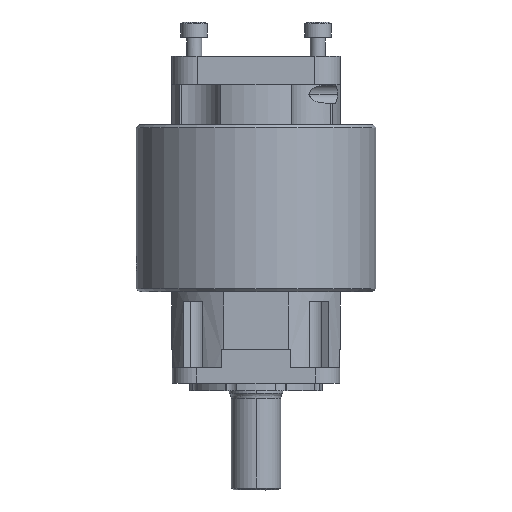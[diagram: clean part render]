
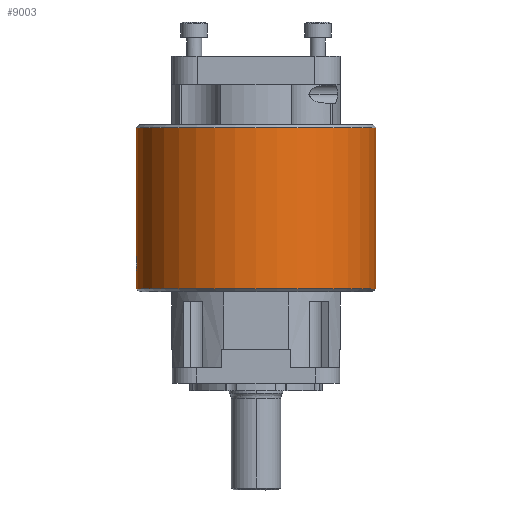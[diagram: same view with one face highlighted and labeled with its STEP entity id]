
A CAD part, front view. The second image highlights one B-rep face of the part: STEP entity #9003.
In plain terms, the highlighted cylindrical face has radius 31.5 mm (diameter 63 mm), a partial arc.
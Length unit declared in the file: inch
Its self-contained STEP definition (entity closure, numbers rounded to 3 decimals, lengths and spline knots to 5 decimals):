
#409 = EDGE_CURVE ( 'NONE', #22246, #9694, #7915, .T. ) ;
#1110 = VERTEX_POINT ( 'NONE', #16047 ) ;
#1122 = CARTESIAN_POINT ( 'NONE',  ( -1.24016, 0., 2.09626 ) ) ;
#1147 = CARTESIAN_POINT ( 'NONE',  ( -1.24016, 0., 1.34469 ) ) ;
#1179 = EDGE_CURVE ( 'NONE', #6169, #20730, #12785, .T. ) ;
#1560 = VERTEX_POINT ( 'NONE', #31130 ) ;
#2687 = CARTESIAN_POINT ( 'NONE',  ( 0., 0., 2.64726 ) ) ;
#2850 = DIRECTION ( 'NONE',  ( 0., 0., -1. ) ) ;
#3476 = CARTESIAN_POINT ( 'NONE',  ( -1.23649, -0.09526, 1.22069 ) ) ;
#3780 = CARTESIAN_POINT ( 'NONE',  ( -1.23872, -0.06003, 1.168 ) ) ;
#3895 = DIRECTION ( 'NONE',  ( 0., 0., -1. ) ) ;
#4125 = CARTESIAN_POINT ( 'NONE',  ( -1.23649, -0.09528, 1.27178 ) ) ;
#4147 = ORIENTED_EDGE ( 'NONE', *, *, #22385, .T. ) ;
#4253 = CARTESIAN_POINT ( 'NONE',  ( -1.237, -0.08847, 1.20264 ) ) ;
#4367 = VECTOR ( 'NONE', #30791, 39.37008 ) ;
#4401 = DIRECTION ( 'NONE',  ( 0., 0., -1. ) ) ;
#5878 = CARTESIAN_POINT ( 'NONE',  ( -1.2363, -0.09778, 1.23332 ) ) ;
#6157 = CARTESIAN_POINT ( 'NONE',  ( -1.24016, -0.00651, 1.34469 ) ) ;
#6169 = VERTEX_POINT ( 'NONE', #27444 ) ;
#6286 = DIRECTION ( 'NONE',  ( 0., 0., -1. ) ) ;
#6346 = CARTESIAN_POINT ( 'NONE',  ( -1.2394, -0.04362, 1.15779 ) ) ;
#6504 = CARTESIAN_POINT ( 'NONE',  ( -1.23977, -0.0317, 1.15286 ) ) ;
#6693 = CARTESIAN_POINT ( 'NONE',  ( -1.23722, -0.08543, 1.29557 ) ) ;
#6819 = CARTESIAN_POINT ( 'NONE',  ( -1.23794, -0.07419, 1.18126 ) ) ;
#7051 = CARTESIAN_POINT ( 'NONE',  ( -1.24016, 0., 1.34469 ) ) ;
#7612 = EDGE_CURVE ( 'NONE', #9250, #22246, #8530, .T. ) ;
#7915 = B_SPLINE_CURVE_WITH_KNOTS ( 'NONE', 3,
 ( #1147, #6157, #10982, #20835, #30660, #8557, #25815, #28627, #28782, #21708, #11680, #6693, #26514, #21371, #4125, #23787, #31191, #21546 ),
 .UNSPECIFIED., .F., .F.,
 ( 4, 2, 2, 2, 2, 2, 2, 2, 4 ),
 ( 0., 0.00049, 0.00098, 0.00147, 0.00196, 0.00244, 0.00293, 0.00342, 0.00391 ),
 .UNSPECIFIED. ) ;
#8152 = CARTESIAN_POINT ( 'NONE',  ( -1.23625, -0.09843, 1.24626 ) ) ;
#8283 = CARTESIAN_POINT ( 'NONE',  ( -1.23625, -0.09843, 1.24626 ) ) ;
#8530 = LINE ( 'NONE', #1122, #14829 ) ;
#8557 = CARTESIAN_POINT ( 'NONE',  ( -1.2394, -0.04367, 1.3347 ) ) ;
#8740 = DIRECTION ( 'NONE',  ( -1., 0., 0. ) ) ;
#8865 = LINE ( 'NONE', #13407, #19178 ) ;
#8892 = FACE_OUTER_BOUND ( 'NONE', #16152, .T. ) ;
#9003 = ADVANCED_FACE ( 'NONE', ( #8892 ), #16646, .T. ) ;
#9250 = VERTEX_POINT ( 'NONE', #25643 ) ;
#9658 = AXIS2_PLACEMENT_3D ( 'NONE', #2687, #2850, #19640 ) ;
#9694 = VERTEX_POINT ( 'NONE', #8152 ) ;
#10803 = ORIENTED_EDGE ( 'NONE', *, *, #409, .T. ) ;
#10982 = CARTESIAN_POINT ( 'NONE',  ( -1.24011, -0.01291, 1.34405 ) ) ;
#11424 = CARTESIAN_POINT ( 'NONE',  ( 1.24016, 0., 0.97626 ) ) ;
#11680 = CARTESIAN_POINT ( 'NONE',  ( -1.23769, -0.07823, 1.30633 ) ) ;
#11754 = B_SPLINE_CURVE_WITH_KNOTS ( 'NONE', 3,
 ( #8283, #18141, #5878, #3476, #23912, #4253, #29059, #16357, #6819, #31006, #3780, #14233, #6346, #6504, #13603, #23441, #16659, #16041 ),
 .UNSPECIFIED., .F., .F.,
 ( 4, 2, 2, 2, 2, 2, 2, 2, 4 ),
 ( 0.00391, 0.0044, 0.00489, 0.00538, 0.00586, 0.00635, 0.00684, 0.00733, 0.00782 ),
 .UNSPECIFIED. ) ;
#12785 = CIRCLE ( 'NONE', #27198, 1.24016 ) ;
#13407 = CARTESIAN_POINT ( 'NONE',  ( -1.24016, 0., 2.09626 ) ) ;
#13603 = CARTESIAN_POINT ( 'NONE',  ( -1.23991, -0.02556, 1.15099 ) ) ;
#14218 = CARTESIAN_POINT ( 'NONE',  ( 0., 0., 2.09626 ) ) ;
#14233 = CARTESIAN_POINT ( 'NONE',  ( -1.23919, -0.04937, 1.16087 ) ) ;
#14405 = DIRECTION ( 'NONE',  ( -1., 0., 0. ) ) ;
#14734 = DIRECTION ( 'NONE',  ( 0., 0., 1. ) ) ;
#14812 = CIRCLE ( 'NONE', #9658, 1.24016 ) ;
#14829 = VECTOR ( 'NONE', #6286, 39.37008 ) ;
#16041 = CARTESIAN_POINT ( 'NONE',  ( -1.24016, 0., 1.14783 ) ) ;
#16047 = CARTESIAN_POINT ( 'NONE',  ( -1.24016, 0., 1.14783 ) ) ;
#16152 = EDGE_LOOP ( 'NONE', ( #16532, #4147, #31698, #10803, #18262, #17448, #28611 ) ) ;
#16357 = CARTESIAN_POINT ( 'NONE',  ( -1.23769, -0.07826, 1.18623 ) ) ;
#16532 = ORIENTED_EDGE ( 'NONE', *, *, #16682, .F. ) ;
#16646 = CYLINDRICAL_SURFACE ( 'NONE', #27823, 1.24016 ) ;
#16659 = CARTESIAN_POINT ( 'NONE',  ( -1.24016, -0.00642, 1.14783 ) ) ;
#16669 = CARTESIAN_POINT ( 'NONE',  ( 0., 0., 0.97626 ) ) ;
#16682 = EDGE_CURVE ( 'NONE', #1560, #20730, #20800, .T. ) ;
#17448 = ORIENTED_EDGE ( 'NONE', *, *, #30864, .T. ) ;
#18141 = CARTESIAN_POINT ( 'NONE',  ( -1.23625, -0.09843, 1.23984 ) ) ;
#18262 = ORIENTED_EDGE ( 'NONE', *, *, #25106, .T. ) ;
#19178 = VECTOR ( 'NONE', #3895, 39.37008 ) ;
#19640 = DIRECTION ( 'NONE',  ( -1., 0., 0. ) ) ;
#20730 = VERTEX_POINT ( 'NONE', #11424 ) ;
#20800 = LINE ( 'NONE', #25786, #4367 ) ;
#20835 = CARTESIAN_POINT ( 'NONE',  ( -1.23991, -0.02549, 1.34154 ) ) ;
#21371 = CARTESIAN_POINT ( 'NONE',  ( -1.23664, -0.09339, 1.27799 ) ) ;
#21546 = CARTESIAN_POINT ( 'NONE',  ( -1.23625, -0.09843, 1.24626 ) ) ;
#21708 = CARTESIAN_POINT ( 'NONE',  ( -1.23795, -0.07416, 1.31129 ) ) ;
#22246 = VERTEX_POINT ( 'NONE', #7051 ) ;
#22385 = EDGE_CURVE ( 'NONE', #1560, #9250, #14812, .T. ) ;
#23441 = CARTESIAN_POINT ( 'NONE',  ( -1.24011, -0.01295, 1.14848 ) ) ;
#23787 = CARTESIAN_POINT ( 'NONE',  ( -1.2363, -0.0978, 1.25907 ) ) ;
#23912 = CARTESIAN_POINT ( 'NONE',  ( -1.23664, -0.0934, 1.21456 ) ) ;
#25106 = EDGE_CURVE ( 'NONE', #9694, #1110, #11754, .T. ) ;
#25643 = CARTESIAN_POINT ( 'NONE',  ( -1.24016, 0., 2.64726 ) ) ;
#25786 = CARTESIAN_POINT ( 'NONE',  ( 1.24016, 0., 2.09626 ) ) ;
#25815 = CARTESIAN_POINT ( 'NONE',  ( -1.23919, -0.04932, 1.33168 ) ) ;
#26514 = CARTESIAN_POINT ( 'NONE',  ( -1.237, -0.08848, 1.28984 ) ) ;
#27198 = AXIS2_PLACEMENT_3D ( 'NONE', #16669, #14734, #14405 ) ;
#27444 = CARTESIAN_POINT ( 'NONE',  ( -1.24016, 0., 0.97626 ) ) ;
#27823 = AXIS2_PLACEMENT_3D ( 'NONE', #14218, #4401, #8740 ) ;
#28611 = ORIENTED_EDGE ( 'NONE', *, *, #1179, .T. ) ;
#28627 = CARTESIAN_POINT ( 'NONE',  ( -1.23872, -0.06002, 1.32453 ) ) ;
#28782 = CARTESIAN_POINT ( 'NONE',  ( -1.23846, -0.06508, 1.32037 ) ) ;
#29059 = CARTESIAN_POINT ( 'NONE',  ( -1.23722, -0.08539, 1.19689 ) ) ;
#30660 = CARTESIAN_POINT ( 'NONE',  ( -1.23977, -0.03175, 1.33965 ) ) ;
#30791 = DIRECTION ( 'NONE',  ( 0., 0., -1. ) ) ;
#30864 = EDGE_CURVE ( 'NONE', #1110, #6169, #8865, .T. ) ;
#31006 = CARTESIAN_POINT ( 'NONE',  ( -1.23846, -0.065, 1.17207 ) ) ;
#31130 = CARTESIAN_POINT ( 'NONE',  ( 1.24016, 0., 2.64726 ) ) ;
#31191 = CARTESIAN_POINT ( 'NONE',  ( -1.23625, -0.09843, 1.25268 ) ) ;
#31698 = ORIENTED_EDGE ( 'NONE', *, *, #7612, .T. ) ;
